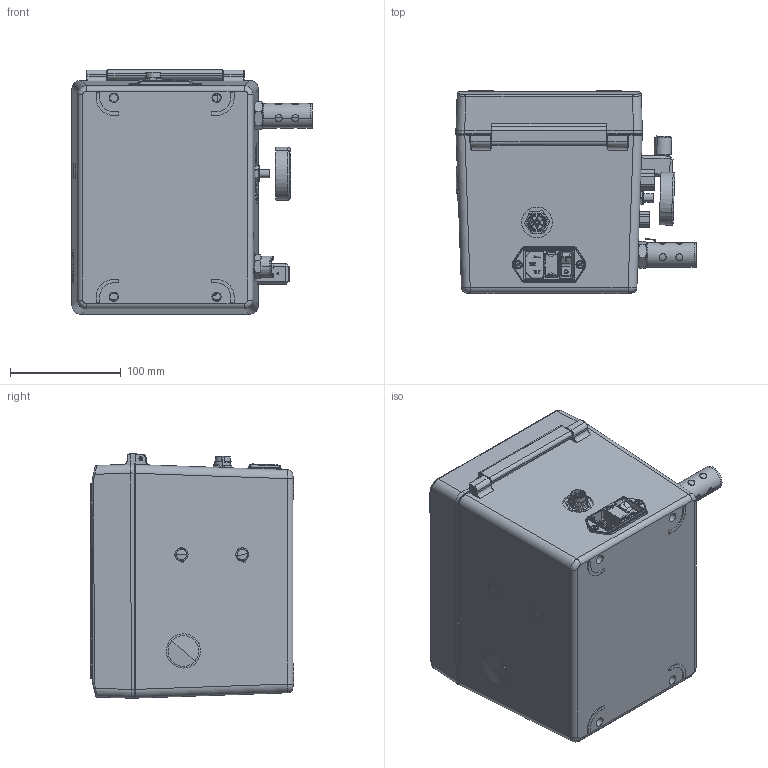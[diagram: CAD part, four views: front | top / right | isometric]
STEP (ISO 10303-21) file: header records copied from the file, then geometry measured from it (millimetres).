
FILE_DESCRIPTION (( 'STEP AP214' ), '1' );
FILE_NAME ('Sentinel C20we 3D IGES.STEP', '2013-09-19T12:17:04', ( '' ), ( '' ), 'SwSTEP 2.0', 'SolidWorks 2013', '' );
FILE_SCHEMA (( 'AUTOMOTIVE_DESIGN' ));
Length unit declared in the file: inch
Products named in the file (1): Sentinel C20we 3D IGES
Bounding box: 217.03 x 183.86 x 220.89 mm (x, y, z)
Surface area: 309448.7 mm2 (no closed solid volume)
Topology: 0 solids, 70 shells, 961 faces, 3241 edges, 2301 vertices
Faces by surface type: cylinder 361, plane 349, cone 129, bspline 61, torus 51, sphere 10
Entity records: 53058 total; most frequent: CARTESIAN_POINT 13610, DIRECTION 5560, ORIENTED_EDGE 5068, EDGE_CURVE 3231, VERTEX_POINT 2301, AXIS2_PLACEMENT_3D 1979, LINE 1602, VECTOR 1602
